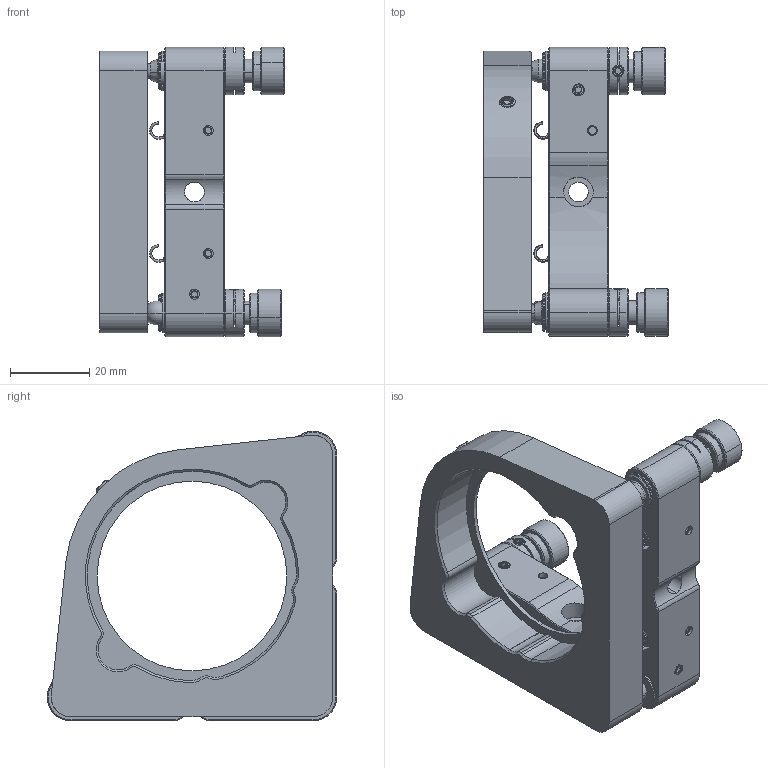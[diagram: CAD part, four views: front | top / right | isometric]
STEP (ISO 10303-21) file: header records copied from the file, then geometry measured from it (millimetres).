
FILE_DESCRIPTION (( 'STEP AP203' ), '1' );
FILE_NAME ('1.1.1.15_ZJB-2.0-2_光学调整架，用于φ2英寸光学元件，两轴.STEP', '2022-09-09T02:11:17', ( '' ), ( '' ), 'SwSTEP 2.0', 'SolidWorks 2021', '' );
FILE_SCHEMA (( 'CONFIG_CONTROL_DESIGN' ));
Length unit declared in the file: millimetre
Products named in the file (18): 36.1，440c不锈钢滚珠_36.1.8_GZ-B6; 32.4.2，QB-φ5.0x1，φ5.0x1 白钢垫片，A; 30.5.1-14，LPJ3，M3不锈钢平头紧定螺丝_30.5.1-LPJ3*3; 36.1，440c不锈钢滚珠_36.1.6_GZ-B4; TL-耳5x17-0.5,2; 1.1.1.13.1，光学调整架转换件，用于φ1英寸光学元件，Rev.A; DXG，带台阶螺纹旋钮_3.2.10.4-DXG-M0625-1208; DXS-0625梓袧倰鞠褒覃誹ん _3.2.2.17.1-DXS-0625-31.6; 1.1.1.4.2，光学调整架后面板，用于φ2英寸光学元件，A; 1.1.1.4.1，光学调整架前面板，用于φ2英寸光学元件，A; DXR 挠性锁紧细牙螺母_3.2.3.17_DXR-CK0625-21.6; 1.1.1.15_ZJB-2.0-2_光学调整架，用于φ2英寸光学元件，两轴; DXR挠性锁紧细牙螺母，零部件_3.2.3.17.1-DXR-CK0625-21.6; 30.8.8-14，M4尼龙头顶丝，A_30.8.9-LNJ4*5; 32.5.1-6，蓝宝石垫片，A_32.5.3-QL-φ4x0.6; DXS-0625梓袧倰牉挴蹟佪_3.2.2.17-DXS-0625-31.6; 30.5.1-14，LPJ3，M3不锈钢平头紧定螺丝_30.5.6-LPJ3*10; 32.7.1，KC-8，C型卡环，装配尺寸8mm，厚度0.75，A
Assembly tree (30 placements, depth 3):
  1.1.1.15_ZJB-2.0-2_光学调整架，用于φ2英寸光学元件，两轴
    1.1.1.4.2，光学调整架后面板，用于φ2英寸光学元件，A
    1.1.1.4.1，光学调整架前面板，用于φ2英寸光学元件，A
    DXS-0625梓袧倰牉挴蹟佪_3.2.2.17-DXS-0625-31.6  x2
      DXS-0625梓袧倰鞠褒覃誹ん _3.2.2.17.1-DXS-0625-31.6
      36.1，440c不锈钢滚珠_36.1.6_GZ-B4
    32.4.2，QB-φ5.0x1，φ5.0x1 白钢垫片，A
    32.5.1-6，蓝宝石垫片，A_32.5.3-QL-φ4x0.6  x2
    30.5.1-14，LPJ3，M3不锈钢平头紧定螺丝_30.5.6-LPJ3*10  x4
    30.5.1-14，LPJ3，M3不锈钢平头紧定螺丝_30.5.1-LPJ3*3  x3
    DXG，带台阶螺纹旋钮_3.2.10.4-DXG-M0625-1208  x2
    TL-耳5x17-0.5,2  x4
    DXR 挠性锁紧细牙螺母_3.2.3.17_DXR-CK0625-21.6  x2
      DXR挠性锁紧细牙螺母，零部件_3.2.3.17.1-DXR-CK0625-21.6
      30.5.1-14，LPJ3，M3不锈钢平头紧定螺丝_30.5.1-LPJ3*3
      32.7.1，KC-8，C型卡环，装配尺寸8mm，厚度0.75，A
    30.8.8-14，M4尼龙头顶丝，A_30.8.9-LNJ4*5
    1.1.1.13.1，光学调整架转换件，用于φ1英寸光学元件，Rev.A
    36.1，440c不锈钢滚珠_36.1.8_GZ-B6
Bounding box: 46.6 x 73 x 73 mm (x, y, z)
Volume: 50711.2 mm3; surface area: 29018.9 mm2
Topology: 31 solids, 31 shells, 746 faces, 1707 edges, 1012 vertices
Faces by surface type: cylinder 243, plane 206, cone 199, bspline 40, torus 36, sphere 22
Entity records: 19371 total; most frequent: CARTESIAN_POINT 6788, DIRECTION 2330, ORIENTED_EDGE 2026, EDGE_CURVE 1013, AXIS2_PLACEMENT_3D 945, VERTEX_POINT 621, EDGE_LOOP 514, CIRCLE 475
